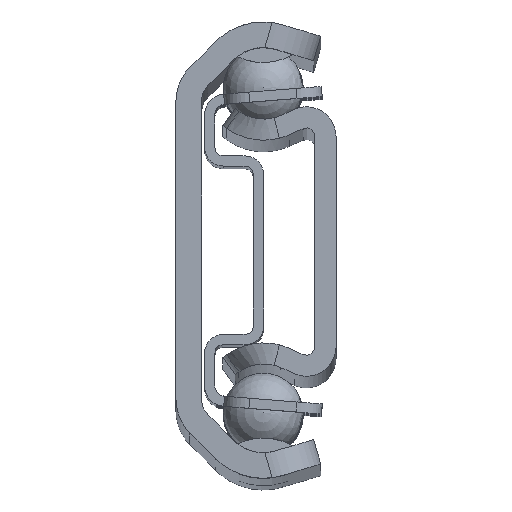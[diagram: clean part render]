
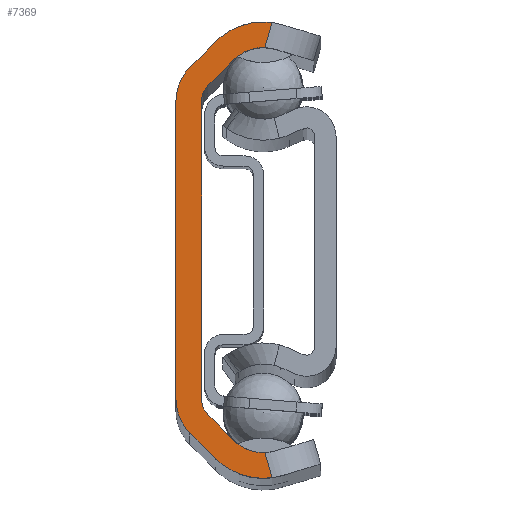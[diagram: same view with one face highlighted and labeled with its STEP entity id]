
A CAD part, top view. The second image highlights one B-rep face of the part: STEP entity #7369.
In plain terms, the highlighted planar face has unit normal (0, 0, 1).
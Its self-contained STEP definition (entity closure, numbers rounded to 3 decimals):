
#242=PLANE('',#7902);
#447=FACE_OUTER_BOUND('',#815,.T.);
#815=EDGE_LOOP('',(#5102,#5103,#5104,#5105,#5106,#5107,#5108,#5109,#5110,
#5111,#5112,#5113,#5114,#5115,#5116,#5117));
#1274=LINE('',#11042,#2010);
#1275=LINE('',#11045,#2011);
#1276=LINE('',#11049,#2012);
#1277=LINE('',#11053,#2013);
#1278=LINE('',#11057,#2014);
#1279=LINE('',#11061,#2015);
#1280=LINE('',#11065,#2016);
#1281=LINE('',#11068,#2017);
#2010=VECTOR('',#8820,10.);
#2011=VECTOR('',#8823,10.);
#2012=VECTOR('',#8826,10.);
#2013=VECTOR('',#8829,10.);
#2014=VECTOR('',#8832,10.);
#2015=VECTOR('',#8835,10.);
#2016=VECTOR('',#8838,10.);
#2017=VECTOR('',#8841,10.);
#2681=CIRCLE('',#7856,4.01);
#2707=CIRCLE('',#7897,2.49);
#2709=CIRCLE('',#7903,1.28);
#2710=CIRCLE('',#7904,1.28);
#2711=CIRCLE('',#7905,2.49);
#2712=CIRCLE('',#7906,4.01);
#2713=CIRCLE('',#7907,2.8);
#2714=CIRCLE('',#7908,2.8);
#3051=VERTEX_POINT('',#10859);
#3052=VERTEX_POINT('',#10864);
#3108=VERTEX_POINT('',#11013);
#3109=VERTEX_POINT('',#11015);
#3112=VERTEX_POINT('',#11044);
#3113=VERTEX_POINT('',#11046);
#3114=VERTEX_POINT('',#11048);
#3115=VERTEX_POINT('',#11050);
#3116=VERTEX_POINT('',#11052);
#3117=VERTEX_POINT('',#11054);
#3118=VERTEX_POINT('',#11056);
#3119=VERTEX_POINT('',#11058);
#3120=VERTEX_POINT('',#11060);
#3121=VERTEX_POINT('',#11062);
#3122=VERTEX_POINT('',#11064);
#3123=VERTEX_POINT('',#11066);
#3822=EDGE_CURVE('',#3051,#3052,#2681,.T.);
#3893=EDGE_CURVE('',#3108,#3109,#2707,.T.);
#3901=EDGE_CURVE('',#3109,#3051,#1274,.T.);
#3902=EDGE_CURVE('',#3112,#3108,#1275,.T.);
#3903=EDGE_CURVE('',#3113,#3112,#2709,.T.);
#3904=EDGE_CURVE('',#3114,#3113,#1276,.T.);
#3905=EDGE_CURVE('',#3115,#3114,#2710,.T.);
#3906=EDGE_CURVE('',#3116,#3115,#1277,.T.);
#3907=EDGE_CURVE('',#3117,#3116,#2711,.T.);
#3908=EDGE_CURVE('',#3118,#3117,#1278,.T.);
#3909=EDGE_CURVE('',#3119,#3118,#2712,.T.);
#3910=EDGE_CURVE('',#3120,#3119,#1279,.T.);
#3911=EDGE_CURVE('',#3121,#3120,#2713,.T.);
#3912=EDGE_CURVE('',#3122,#3121,#1280,.T.);
#3913=EDGE_CURVE('',#3123,#3122,#2714,.T.);
#3914=EDGE_CURVE('',#3052,#3123,#1281,.T.);
#5102=ORIENTED_EDGE('',*,*,#3901,.F.);
#5103=ORIENTED_EDGE('',*,*,#3893,.F.);
#5104=ORIENTED_EDGE('',*,*,#3902,.F.);
#5105=ORIENTED_EDGE('',*,*,#3903,.F.);
#5106=ORIENTED_EDGE('',*,*,#3904,.F.);
#5107=ORIENTED_EDGE('',*,*,#3905,.F.);
#5108=ORIENTED_EDGE('',*,*,#3906,.F.);
#5109=ORIENTED_EDGE('',*,*,#3907,.F.);
#5110=ORIENTED_EDGE('',*,*,#3908,.F.);
#5111=ORIENTED_EDGE('',*,*,#3909,.F.);
#5112=ORIENTED_EDGE('',*,*,#3910,.F.);
#5113=ORIENTED_EDGE('',*,*,#3911,.F.);
#5114=ORIENTED_EDGE('',*,*,#3912,.F.);
#5115=ORIENTED_EDGE('',*,*,#3913,.F.);
#5116=ORIENTED_EDGE('',*,*,#3914,.F.);
#5117=ORIENTED_EDGE('',*,*,#3822,.F.);
#7369=ADVANCED_FACE('',(#447),#242,.T.);
#7856=AXIS2_PLACEMENT_3D('',#10865,#8682,#8683);
#7897=AXIS2_PLACEMENT_3D('',#11016,#8807,#8808);
#7902=AXIS2_PLACEMENT_3D('',#11043,#8821,#8822);
#7903=AXIS2_PLACEMENT_3D('',#11047,#8824,#8825);
#7904=AXIS2_PLACEMENT_3D('',#11051,#8827,#8828);
#7905=AXIS2_PLACEMENT_3D('',#11055,#8830,#8831);
#7906=AXIS2_PLACEMENT_3D('',#11059,#8833,#8834);
#7907=AXIS2_PLACEMENT_3D('',#11063,#8836,#8837);
#7908=AXIS2_PLACEMENT_3D('',#11067,#8839,#8840);
#8682=DIRECTION('center_axis',(0.,0.,-1.));
#8683=DIRECTION('ref_axis',(-0.707,-0.707,0.));
#8807=DIRECTION('center_axis',(0.,0.,1.));
#8808=DIRECTION('ref_axis',(0.707,0.707,0.));
#8820=DIRECTION('',(0.285,-0.959,0.));
#8821=DIRECTION('center_axis',(0.,0.,1.));
#8822=DIRECTION('ref_axis',(1.,0.,0.));
#8823=DIRECTION('',(0.707,-0.707,0.));
#8824=DIRECTION('center_axis',(0.,0.,1.));
#8825=DIRECTION('ref_axis',(1.,0.,0.));
#8826=DIRECTION('',(0.,-1.,0.));
#8827=DIRECTION('center_axis',(0.,0.,1.));
#8828=DIRECTION('ref_axis',(0.707,-0.707,0.));
#8829=DIRECTION('',(-0.707,-0.707,0.));
#8830=DIRECTION('center_axis',(0.,0.,1.));
#8831=DIRECTION('ref_axis',(-0.285,-0.959,0.));
#8832=DIRECTION('',(-0.285,-0.959,0.));
#8833=DIRECTION('center_axis',(0.,0.,-1.));
#8834=DIRECTION('ref_axis',(0.285,0.959,0.));
#8835=DIRECTION('',(0.707,0.707,0.));
#8836=DIRECTION('center_axis',(0.,0.,-1.));
#8837=DIRECTION('ref_axis',(-0.707,0.707,0.));
#8838=DIRECTION('',(0.,1.,0.));
#8839=DIRECTION('center_axis',(0.,0.,-1.));
#8840=DIRECTION('ref_axis',(-1.,0.,0.));
#8841=DIRECTION('',(-0.707,0.707,0.));
#10859=CARTESIAN_POINT('',(0.53,-13.51,200.));
#10864=CARTESIAN_POINT('',(-2.835,-12.37,200.));
#10865=CARTESIAN_POINT('Origin',(0.,-9.535,200.));
#11013=CARTESIAN_POINT('',(-1.761,-11.296,200.));
#11015=CARTESIAN_POINT('',(0.089,-12.023,200.));
#11016=CARTESIAN_POINT('Origin',(0.,-9.535,200.));
#11042=CARTESIAN_POINT('',(-1.647,-6.182,200.));
#11043=CARTESIAN_POINT('Origin',(-2.512,0.,
200.));
#11044=CARTESIAN_POINT('',(-3.285,-9.771,200.));
#11045=CARTESIAN_POINT('',(-1.761,-11.296,200.));
#11046=CARTESIAN_POINT('',(-3.66,-8.866,200.));
#11047=CARTESIAN_POINT('Origin',(-2.38,-8.866,200.));
#11048=CARTESIAN_POINT('',(-3.66,8.866,200.));
#11049=CARTESIAN_POINT('',(-3.66,-8.866,200.));
#11050=CARTESIAN_POINT('',(-3.285,9.771,200.));
#11051=CARTESIAN_POINT('Origin',(-2.38,8.866,200.));
#11052=CARTESIAN_POINT('',(-1.761,11.296,200.));
#11053=CARTESIAN_POINT('',(-3.285,9.771,200.));
#11054=CARTESIAN_POINT('',(0.089,12.023,200.));
#11055=CARTESIAN_POINT('Origin',(0.,9.535,200.));
#11056=CARTESIAN_POINT('',(0.53,13.51,200.));
#11057=CARTESIAN_POINT('',(-1.43,6.911,200.));
#11058=CARTESIAN_POINT('',(-2.835,12.37,200.));
#11059=CARTESIAN_POINT('Origin',(0.,9.535,200.));
#11060=CARTESIAN_POINT('',(-4.36,10.846,200.));
#11061=CARTESIAN_POINT('',(-2.835,12.37,200.));
#11062=CARTESIAN_POINT('',(-5.18,8.866,200.));
#11063=CARTESIAN_POINT('Origin',(-2.38,8.866,200.));
#11064=CARTESIAN_POINT('',(-5.18,-8.866,200.));
#11065=CARTESIAN_POINT('',(-5.18,8.866,200.));
#11066=CARTESIAN_POINT('',(-4.36,-10.846,200.));
#11067=CARTESIAN_POINT('Origin',(-2.38,-8.866,200.));
#11068=CARTESIAN_POINT('',(-4.36,-10.846,200.));
